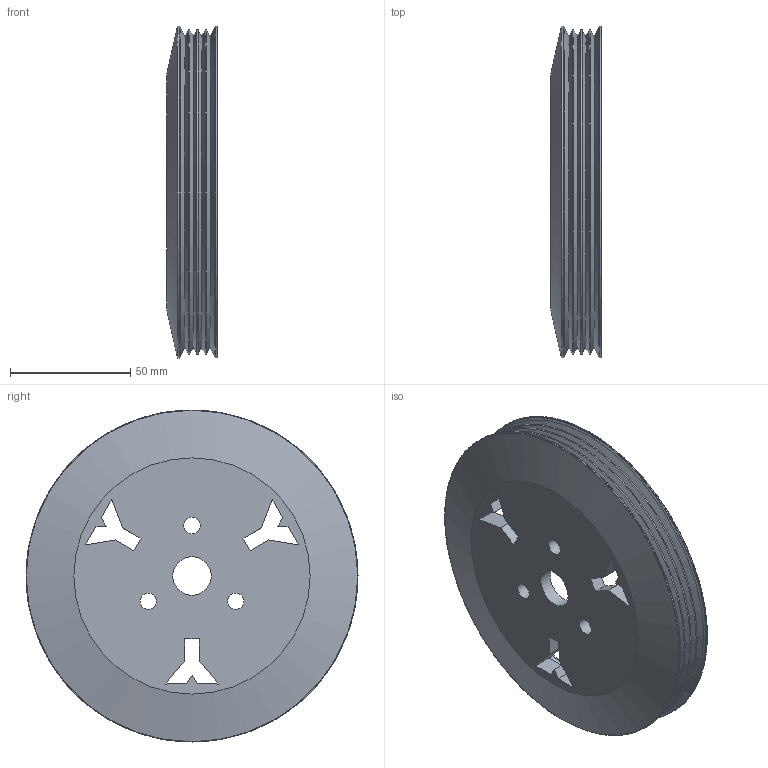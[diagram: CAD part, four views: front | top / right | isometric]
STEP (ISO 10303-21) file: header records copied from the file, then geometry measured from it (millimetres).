
FILE_DESCRIPTION(('FreeCAD Model'),'2;1');
FILE_NAME( 'poulie pompe a eau.step', '2019-05-07T23:11:12',('Author'),(''), 'Open CASCADE STEP processor 7.2','FreeCAD','Unknown');
FILE_SCHEMA(('AUTOMOTIVE_DESIGN { 1 0 10303 214 1 1 1 1 }'));
Length unit declared in the file: millimetre
Products named in the file (1): PolarPattern001
Bounding box: 20.93 x 138 x 138 mm (x, y, z)
Volume: 126856.2 mm3; surface area: 48887.3 mm2
Topology: 1 solids, 1 shells, 63 faces, 163 edges, 102 vertices
Faces by surface type: plane 32, cone 12, cylinder 11, revolution 8
Full cylindrical faces by diameter (mm): 6.8 x3, 16 x1, 117.201 x1, 137.929 x1, 138 x1
Entity records: 4029 total; most frequent: CARTESIAN_POINT 741, DIRECTION 597, LINE 339, VECTOR 339, ORIENTED_EDGE 326, PCURVE 326, DEFINITIONAL_REPRESENTATION 326, EDGE_CURVE 163
